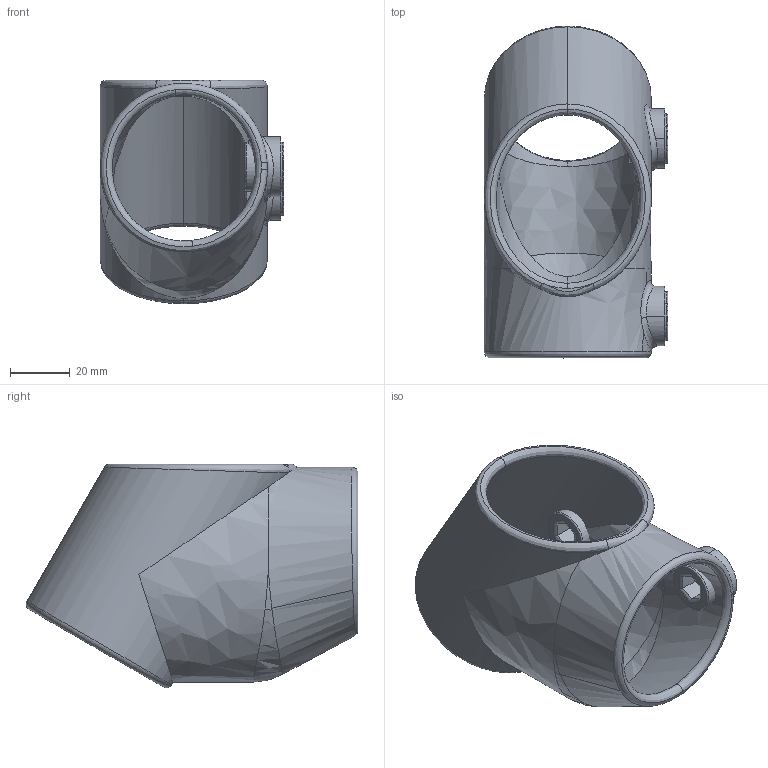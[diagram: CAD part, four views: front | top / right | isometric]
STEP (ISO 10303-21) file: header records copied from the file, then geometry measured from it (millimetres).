
FILE_DESCRIPTION (( 'STEP AP203' ), '1' );
FILE_NAME ('129-C42.step', '2015-09-17T16:17:47', ( '' ), ( '' ), 'SwSTEP 2.0', 'SolidWorks 2015', '' );
FILE_SCHEMA (( 'CONFIG_CONTROL_DESIGN' ));
Length unit declared in the file: millimetre
Products named in the file (3): 129-C42 Teil2; 129-C42 Teil1; 129-C42
Assembly tree (3 placements, depth 2):
  129-C42
    129-C42 Teil1
    129-C42 Teil2  x2
Bounding box: 61.5 x 111.19 x 74.89 mm (x, y, z)
Volume: 73810.1 mm3; surface area: 39778.8 mm2
Topology: 3 solids, 3 shells, 96 faces, 244 edges, 144 vertices
Faces by surface type: cylinder 40, bspline 24, plane 20, torus 12
Entity records: 6727 total; most frequent: CARTESIAN_POINT 4935, ORIENTED_EDGE 368, DIRECTION 235, EDGE_CURVE 184, VERTEX_POINT 112, AXIS2_PLACEMENT_3D 95, EDGE_LOOP 74, B_SPLINE_CURVE_WITH_KNOTS 73
